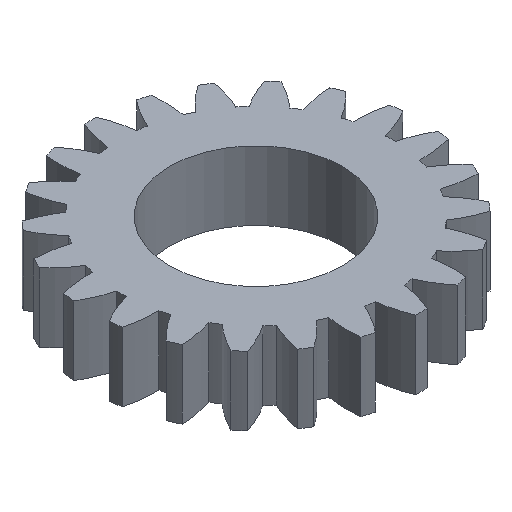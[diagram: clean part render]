
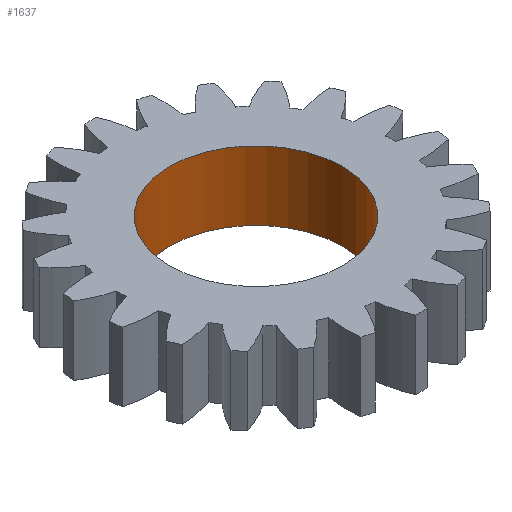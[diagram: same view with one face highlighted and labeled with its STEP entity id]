
A CAD part, isometric view. The second image highlights one B-rep face of the part: STEP entity #1637.
In plain terms, the highlighted cylindrical face has radius 12.5 mm (diameter 25 mm), a full revolution.
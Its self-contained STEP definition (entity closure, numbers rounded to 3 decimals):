
#19=FACE_OUTER_BOUND('',#110,.T.);
#110=EDGE_LOOP('',(#1010,#1011,#1012,#1013,#1014,#1015));
#203=LINE('',#2659,#292);
#292=VECTOR('',#2027,12.5);
#381=CIRCLE('',#1749,12.5);
#382=CIRCLE('',#1750,12.5);
#383=CIRCLE('',#1751,12.5);
#384=CIRCLE('',#1752,12.5);
#561=VERTEX_POINT('',#2654);
#562=VERTEX_POINT('',#2655);
#563=VERTEX_POINT('',#2658);
#564=VERTEX_POINT('',#2660);
#741=EDGE_CURVE('',#561,#562,#381,.T.);
#742=EDGE_CURVE('',#562,#561,#382,.T.);
#743=EDGE_CURVE('',#562,#563,#203,.T.);
#744=EDGE_CURVE('',#564,#563,#383,.T.);
#745=EDGE_CURVE('',#563,#564,#384,.T.);
#1010=ORIENTED_EDGE('',*,*,#741,.F.);
#1011=ORIENTED_EDGE('',*,*,#742,.F.);
#1012=ORIENTED_EDGE('',*,*,#743,.T.);
#1013=ORIENTED_EDGE('',*,*,#744,.F.);
#1014=ORIENTED_EDGE('',*,*,#745,.F.);
#1015=ORIENTED_EDGE('',*,*,#743,.F.);
#1548=CYLINDRICAL_SURFACE('',#1748,12.5);
#1637=ADVANCED_FACE('',(#19),#1548,.F.);
#1748=AXIS2_PLACEMENT_3D('',#2653,#2021,#2022);
#1749=AXIS2_PLACEMENT_3D('',#2656,#2023,#2024);
#1750=AXIS2_PLACEMENT_3D('',#2657,#2025,#2026);
#1751=AXIS2_PLACEMENT_3D('',#2661,#2028,#2029);
#1752=AXIS2_PLACEMENT_3D('',#2662,#2030,#2031);
#2021=DIRECTION('center_axis',(0.,0.,-1.));
#2022=DIRECTION('ref_axis',(1.,0.,0.));
#2023=DIRECTION('center_axis',(0.,0.,-1.));
#2024=DIRECTION('ref_axis',(1.,0.,0.));
#2025=DIRECTION('center_axis',(0.,0.,-1.));
#2026=DIRECTION('ref_axis',(1.,0.,0.));
#2027=DIRECTION('',(0.,0.,-1.));
#2028=DIRECTION('center_axis',(0.,0.,1.));
#2029=DIRECTION('ref_axis',(1.,0.,0.));
#2030=DIRECTION('center_axis',(0.,0.,1.));
#2031=DIRECTION('ref_axis',(1.,0.,0.));
#2653=CARTESIAN_POINT('Origin',(0.,0.,10.));
#2654=CARTESIAN_POINT('',(12.5,0.,10.));
#2655=CARTESIAN_POINT('',(-12.5,0.,10.));
#2656=CARTESIAN_POINT('Origin',(0.,0.,10.));
#2657=CARTESIAN_POINT('Origin',(0.,0.,10.));
#2658=CARTESIAN_POINT('',(-12.5,0.,0.));
#2659=CARTESIAN_POINT('',(-12.5,0.,10.));
#2660=CARTESIAN_POINT('',(12.5,0.,0.));
#2661=CARTESIAN_POINT('Origin',(0.,0.,0.));
#2662=CARTESIAN_POINT('Origin',(0.,0.,0.));
